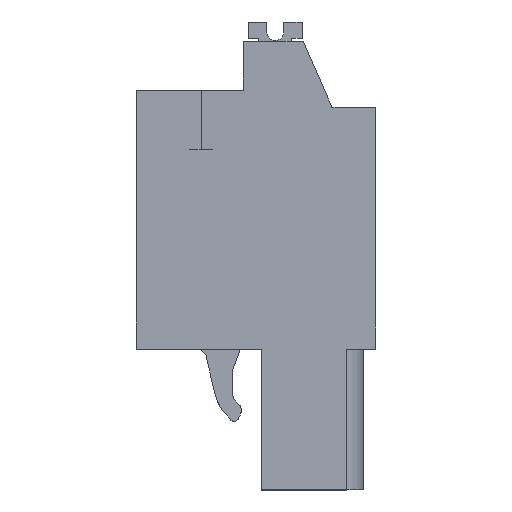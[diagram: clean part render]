
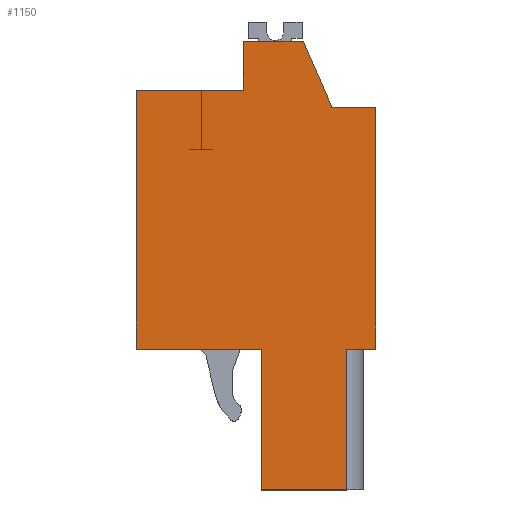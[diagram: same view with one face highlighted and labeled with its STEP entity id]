
A CAD part, left-side view. The second image highlights one B-rep face of the part: STEP entity #1150.
In plain terms, the highlighted planar face has unit normal (-1, 0, 0).
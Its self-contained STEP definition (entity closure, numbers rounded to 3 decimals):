
#1066=AXIS2_PLACEMENT_3D('Plane Axis2P3D',#1063,#1064,#1065) ;
#42=CARTESIAN_POINT('Vertex',(0.,7.85,26.59)) ;
#45=CARTESIAN_POINT('Line Origine',(0.,6.075,26.59)) ;
#49=CARTESIAN_POINT('Vertex',(0.,4.3,26.59)) ;
#902=CARTESIAN_POINT('Vertex',(0.,7.85,23.69)) ;
#905=CARTESIAN_POINT('Line Origine',(0.,7.85,25.14)) ;
#1063=CARTESIAN_POINT('Axis2P3D Location',(0.,6.8,8.35)) ;
#1068=CARTESIAN_POINT('Line Origine',(0.,1.725,4.175)) ;
#1072=CARTESIAN_POINT('Vertex',(0.,1.725,8.35)) ;
#1074=CARTESIAN_POINT('Vertex',(0.,1.725,0.)) ;
#1077=CARTESIAN_POINT('Line Origine',(0.,0.862,8.35)) ;
#1081=CARTESIAN_POINT('Vertex',(0.,0.,8.35)) ;
#1084=CARTESIAN_POINT('Line Origine',(0.,0.,15.52)) ;
#1088=CARTESIAN_POINT('Vertex',(0.,0.,22.69)) ;
#1091=CARTESIAN_POINT('Line Origine',(0.,1.3,22.69)) ;
#1095=CARTESIAN_POINT('Vertex',(0.,2.6,22.69)) ;
#1098=CARTESIAN_POINT('Line Origine',(0.,3.45,24.64)) ;
#1103=CARTESIAN_POINT('Line Origine',(0.,11.025,23.69)) ;
#1107=CARTESIAN_POINT('Vertex',(0.,14.2,23.69)) ;
#1110=CARTESIAN_POINT('Line Origine',(0.,14.2,16.02)) ;
#1114=CARTESIAN_POINT('Vertex',(0.,14.2,8.35)) ;
#1117=CARTESIAN_POINT('Line Origine',(0.,10.485,8.35)) ;
#1121=CARTESIAN_POINT('Vertex',(0.,6.771,8.35)) ;
#1124=CARTESIAN_POINT('Line Origine',(0.,6.771,4.175)) ;
#1128=CARTESIAN_POINT('Vertex',(0.,6.771,0.)) ;
#1131=CARTESIAN_POINT('Line Origine',(0.,4.248,0.)) ;
#46=DIRECTION('Vector Direction',(0.,1.,0.)) ;
#906=DIRECTION('Vector Direction',(0.,0.,-1.)) ;
#1064=DIRECTION('Axis2P3D Direction',(1.,0.,0.)) ;
#1065=DIRECTION('Axis2P3D XDirection',(0.,1.,0.)) ;
#1069=DIRECTION('Vector Direction',(0.,0.,-1.)) ;
#1078=DIRECTION('Vector Direction',(0.,-1.,0.)) ;
#1085=DIRECTION('Vector Direction',(0.,0.,-1.)) ;
#1092=DIRECTION('Vector Direction',(0.,1.,0.)) ;
#1099=DIRECTION('Vector Direction',(0.,0.4,0.917)) ;
#1104=DIRECTION('Vector Direction',(0.,1.,0.)) ;
#1111=DIRECTION('Vector Direction',(0.,0.,1.)) ;
#1118=DIRECTION('Vector Direction',(0.,1.,0.)) ;
#1125=DIRECTION('Vector Direction',(0.,0.,-1.)) ;
#1132=DIRECTION('Vector Direction',(0.,1.,0.)) ;
#47=VECTOR('Line Direction',#46,1.) ;
#907=VECTOR('Line Direction',#906,1.) ;
#1070=VECTOR('Line Direction',#1069,1.) ;
#1079=VECTOR('Line Direction',#1078,1.) ;
#1086=VECTOR('Line Direction',#1085,1.) ;
#1093=VECTOR('Line Direction',#1092,1.) ;
#1100=VECTOR('Line Direction',#1099,1.) ;
#1105=VECTOR('Line Direction',#1104,1.) ;
#1112=VECTOR('Line Direction',#1111,1.) ;
#1119=VECTOR('Line Direction',#1118,1.) ;
#1126=VECTOR('Line Direction',#1125,1.) ;
#1133=VECTOR('Line Direction',#1132,1.) ;
#1137=ORIENTED_EDGE('',*,*,#1076,.F.) ;
#1138=ORIENTED_EDGE('',*,*,#1083,.F.) ;
#1139=ORIENTED_EDGE('',*,*,#1090,.F.) ;
#1140=ORIENTED_EDGE('',*,*,#1097,.T.) ;
#1141=ORIENTED_EDGE('',*,*,#1102,.T.) ;
#1142=ORIENTED_EDGE('',*,*,#51,.T.) ;
#1143=ORIENTED_EDGE('',*,*,#909,.T.) ;
#1144=ORIENTED_EDGE('',*,*,#1109,.T.) ;
#1145=ORIENTED_EDGE('',*,*,#1116,.F.) ;
#1146=ORIENTED_EDGE('',*,*,#1123,.F.) ;
#1147=ORIENTED_EDGE('',*,*,#1130,.T.) ;
#1148=ORIENTED_EDGE('',*,*,#1135,.F.) ;
#1150=ADVANCED_FACE('HOUSING',(#1149),#1067,.F.) ;
#51=EDGE_CURVE('',#50,#43,#48,.T.) ;
#909=EDGE_CURVE('',#43,#903,#908,.T.) ;
#1076=EDGE_CURVE('',#1073,#1075,#1071,.T.) ;
#1083=EDGE_CURVE('',#1082,#1073,#1080,.F.) ;
#1090=EDGE_CURVE('',#1089,#1082,#1087,.T.) ;
#1097=EDGE_CURVE('',#1089,#1096,#1094,.T.) ;
#1102=EDGE_CURVE('',#1096,#50,#1101,.T.) ;
#1109=EDGE_CURVE('',#903,#1108,#1106,.T.) ;
#1116=EDGE_CURVE('',#1115,#1108,#1113,.T.) ;
#1123=EDGE_CURVE('',#1122,#1115,#1120,.T.) ;
#1130=EDGE_CURVE('',#1122,#1129,#1127,.T.) ;
#1135=EDGE_CURVE('',#1075,#1129,#1134,.T.) ;
#1136=EDGE_LOOP('',(#1137,#1138,#1139,#1140,#1141,#1142,#1143,#1144,#1145,#1146,#1147,#1148)) ;
#1149=FACE_OUTER_BOUND('',#1136,.T.) ;
#48=LINE('Line',#45,#47) ;
#908=LINE('Line',#905,#907) ;
#1071=LINE('Line',#1068,#1070) ;
#1080=LINE('Line',#1077,#1079) ;
#1087=LINE('Line',#1084,#1086) ;
#1094=LINE('Line',#1091,#1093) ;
#1101=LINE('Line',#1098,#1100) ;
#1106=LINE('Line',#1103,#1105) ;
#1113=LINE('Line',#1110,#1112) ;
#1120=LINE('Line',#1117,#1119) ;
#1127=LINE('Line',#1124,#1126) ;
#1134=LINE('Line',#1131,#1133) ;
#1067=PLANE('',#1066) ;
#43=VERTEX_POINT('',#42) ;
#50=VERTEX_POINT('',#49) ;
#903=VERTEX_POINT('',#902) ;
#1073=VERTEX_POINT('',#1072) ;
#1075=VERTEX_POINT('',#1074) ;
#1082=VERTEX_POINT('',#1081) ;
#1089=VERTEX_POINT('',#1088) ;
#1096=VERTEX_POINT('',#1095) ;
#1108=VERTEX_POINT('',#1107) ;
#1115=VERTEX_POINT('',#1114) ;
#1122=VERTEX_POINT('',#1121) ;
#1129=VERTEX_POINT('',#1128) ;
